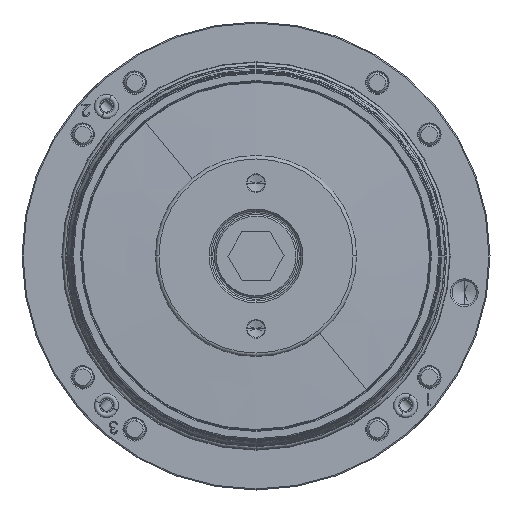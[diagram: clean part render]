
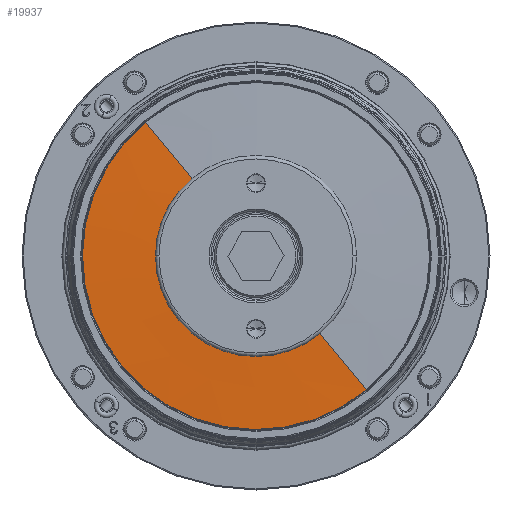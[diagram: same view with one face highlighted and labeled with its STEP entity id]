
A CAD part, front view. The second image highlights one B-rep face of the part: STEP entity #19937.
In plain terms, the highlighted conical face has half-angle 87.853 degrees and reference radius 50.05 mm.
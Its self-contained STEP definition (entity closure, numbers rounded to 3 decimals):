
#2207 = DIRECTION ( 'NONE',  ( 0., 0., 1. ) ) ;
#3179 = CIRCLE ( 'NONE', #17793, 25.832 ) ;
#3227 = FACE_OUTER_BOUND ( 'NONE', #13605, .T. ) ;
#3562 = EDGE_CURVE ( 'NONE', #5562, #27259, #34300, .T. ) ;
#4526 = CARTESIAN_POINT ( 'NONE',  ( 0., -82.247, 0. ) ) ;
#4744 = VERTEX_POINT ( 'NONE', #23628 ) ;
#5290 = CIRCLE ( 'NONE', #37137, 25.832 ) ;
#5562 = VERTEX_POINT ( 'NONE', #24974 ) ;
#7622 = DIRECTION ( 'NONE',  ( 0.636, 0.037, -0.771 ) ) ;
#7799 = DIRECTION ( 'NONE',  ( 0., 0., 1. ) ) ;
#8135 = VERTEX_POINT ( 'NONE', #20465 ) ;
#8335 = CARTESIAN_POINT ( 'NONE',  ( 0., -81.339, 0. ) ) ;
#12190 = VECTOR ( 'NONE', #35079, 1000. ) ;
#12504 = CARTESIAN_POINT ( 'NONE',  ( -31.866, -81.339, 38.595 ) ) ;
#13605 = EDGE_LOOP ( 'NONE', ( #31589, #16716, #36231, #18809, #35285 ) ) ;
#15190 = VECTOR ( 'NONE', #7622, 1000. ) ;
#16536 = DIRECTION ( 'NONE',  ( 0., -1., 0. ) ) ;
#16716 = ORIENTED_EDGE ( 'NONE', *, *, #36282, .T. ) ;
#17793 = AXIS2_PLACEMENT_3D ( 'NONE', #4526, #27129, #7799 ) ;
#17906 = DIRECTION ( 'NONE',  ( 0., 1., 0. ) ) ;
#18809 = ORIENTED_EDGE ( 'NONE', *, *, #22449, .F. ) ;
#19937 = ADVANCED_FACE ( 'NONE', ( #3227 ), #41067, .T. ) ;
#20465 = CARTESIAN_POINT ( 'NONE',  ( -16.447, -82.247, 19.92 ) ) ;
#20782 = LINE ( 'NONE', #12504, #12190 ) ;
#21608 = DIRECTION ( 'NONE',  ( 0., -1., 0. ) ) ;
#22449 = EDGE_CURVE ( 'NONE', #4744, #27259, #23763, .T. ) ;
#22861 = AXIS2_PLACEMENT_3D ( 'NONE', #8335, #17906, #30874 ) ;
#23628 = CARTESIAN_POINT ( 'NONE',  ( 16.447, -82.247, -19.92 ) ) ;
#23763 = LINE ( 'NONE', #26961, #15190 ) ;
#24974 = CARTESIAN_POINT ( 'NONE',  ( -31.866, -81.339, 38.595 ) ) ;
#26961 = CARTESIAN_POINT ( 'NONE',  ( 31.866, -81.339, -38.595 ) ) ;
#27129 = DIRECTION ( 'NONE',  ( 0., -1., 0. ) ) ;
#27259 = VERTEX_POINT ( 'NONE', #41129 ) ;
#28567 = AXIS2_PLACEMENT_3D ( 'NONE', #35847, #16536, #39098 ) ;
#30595 = EDGE_CURVE ( 'NONE', #8135, #35077, #3179, .T. ) ;
#30874 = DIRECTION ( 'NONE',  ( 0.637, 0., -0.771 ) ) ;
#31589 = ORIENTED_EDGE ( 'NONE', *, *, #30595, .F. ) ;
#34206 = EDGE_CURVE ( 'NONE', #35077, #4744, #5290, .T. ) ;
#34300 = CIRCLE ( 'NONE', #28567, 50.05 ) ;
#35077 = VERTEX_POINT ( 'NONE', #37184 ) ;
#35079 = DIRECTION ( 'NONE',  ( -0.636, 0.037, 0.771 ) ) ;
#35285 = ORIENTED_EDGE ( 'NONE', *, *, #34206, .F. ) ;
#35847 = CARTESIAN_POINT ( 'NONE',  ( 0., -81.339, 0. ) ) ;
#36231 = ORIENTED_EDGE ( 'NONE', *, *, #3562, .T. ) ;
#36282 = EDGE_CURVE ( 'NONE', #8135, #5562, #20782, .T. ) ;
#37137 = AXIS2_PLACEMENT_3D ( 'NONE', #40862, #21608, #2207 ) ;
#37184 = CARTESIAN_POINT ( 'NONE',  ( 0., -82.247, -25.832 ) ) ;
#39098 = DIRECTION ( 'NONE',  ( -0.637, 0., 0.771 ) ) ;
#40862 = CARTESIAN_POINT ( 'NONE',  ( 0., -82.247, 0. ) ) ;
#41067 = CONICAL_SURFACE ( 'NONE', #22861, 50.05, 1.533 ) ;
#41129 = CARTESIAN_POINT ( 'NONE',  ( 31.866, -81.339, -38.595 ) ) ;
